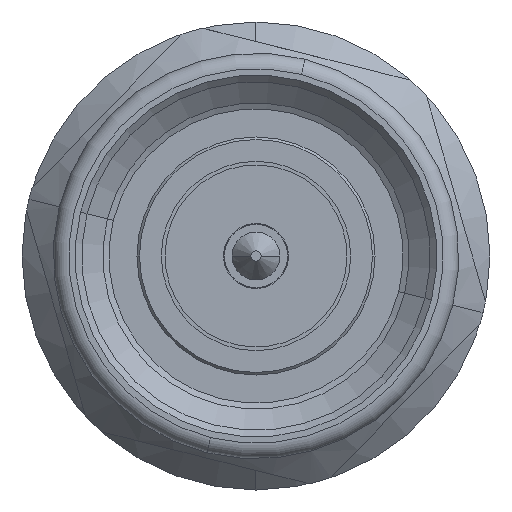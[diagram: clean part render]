
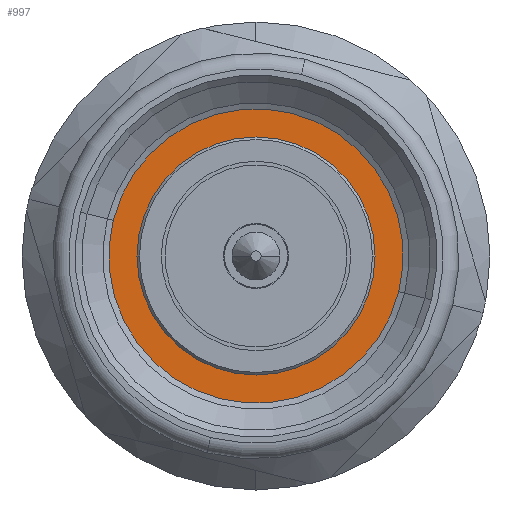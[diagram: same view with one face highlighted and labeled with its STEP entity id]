
A CAD part, left-side view. The second image highlights one B-rep face of the part: STEP entity #997.
In plain terms, the highlighted planar face has unit normal (-1, 0, 0).
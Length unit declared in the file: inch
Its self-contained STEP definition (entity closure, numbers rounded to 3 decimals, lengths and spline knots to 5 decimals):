
#57 = PLANE ( 'NONE',  #3939 ) ;
#349 = CARTESIAN_POINT ( 'NONE',  ( 30.50831, 17.48634, 0. ) ) ;
#357 = DIRECTION ( 'NONE',  ( -1., 0., 0. ) ) ;
#512 = EDGE_CURVE ( 'NONE', #2474, #3013, #1790, .T. ) ;
#516 = DIRECTION ( 'NONE',  ( 0., 0., -1. ) ) ;
#658 = DIRECTION ( 'NONE',  ( -1., 0., 0. ) ) ;
#691 = DIRECTION ( 'NONE',  ( 1., 0., 0. ) ) ;
#749 = DIRECTION ( 'NONE',  ( 0., 0., -1. ) ) ;
#765 = ORIENTED_EDGE ( 'NONE', *, *, #3007, .F. ) ;
#802 = AXIS2_PLACEMENT_3D ( 'NONE', #2219, #658, #1218 ) ;
#976 = DIRECTION ( 'NONE',  ( -1., 0., 0. ) ) ;
#997 = ADVANCED_FACE ( 'NONE', ( #3734, #2821 ), #57, .T. ) ;
#1028 = CARTESIAN_POINT ( 'NONE',  ( 30.50831, 17.48634, 0. ) ) ;
#1075 = CARTESIAN_POINT ( 'NONE',  ( 30.50831, 17.48634, 0. ) ) ;
#1076 = CIRCLE ( 'NONE', #802, 0.09016 ) ;
#1090 = EDGE_CURVE ( 'NONE', #3013, #2474, #3357, .T. ) ;
#1218 = DIRECTION ( 'NONE',  ( 0., 0., 1. ) ) ;
#1274 = CARTESIAN_POINT ( 'NONE',  ( 30.50831, 17.60445, 0. ) ) ;
#1295 = DIRECTION ( 'NONE',  ( 0., 0., 1. ) ) ;
#1328 = CARTESIAN_POINT ( 'NONE',  ( 30.50831, 17.57649, 0. ) ) ;
#1407 = VERTEX_POINT ( 'NONE', #1743 ) ;
#1512 = AXIS2_PLACEMENT_3D ( 'NONE', #349, #976, #2790 ) ;
#1743 = CARTESIAN_POINT ( 'NONE',  ( 30.50831, 17.39618, 0. ) ) ;
#1790 = CIRCLE ( 'NONE', #2840, 0.11811 ) ;
#1797 = AXIS2_PLACEMENT_3D ( 'NONE', #1028, #691, #749 ) ;
#2149 = VERTEX_POINT ( 'NONE', #1328 ) ;
#2219 = CARTESIAN_POINT ( 'NONE',  ( 30.50831, 17.48634, 0. ) ) ;
#2474 = VERTEX_POINT ( 'NONE', #3827 ) ;
#2538 = CARTESIAN_POINT ( 'NONE',  ( 30.50831, 17.60445, 0. ) ) ;
#2617 = DIRECTION ( 'NONE',  ( 1., 0., 0. ) ) ;
#2790 = DIRECTION ( 'NONE',  ( 0., 0., 1. ) ) ;
#2821 = FACE_BOUND ( 'NONE', #3120, .T. ) ;
#2840 = AXIS2_PLACEMENT_3D ( 'NONE', #1075, #2617, #516 ) ;
#2846 = ORIENTED_EDGE ( 'NONE', *, *, #3956, .F. ) ;
#2971 = ORIENTED_EDGE ( 'NONE', *, *, #512, .F. ) ;
#3007 = EDGE_CURVE ( 'NONE', #1407, #2149, #1076, .T. ) ;
#3010 = CIRCLE ( 'NONE', #1512, 0.09016 ) ;
#3013 = VERTEX_POINT ( 'NONE', #2538 ) ;
#3120 = EDGE_LOOP ( 'NONE', ( #2846, #765 ) ) ;
#3252 = EDGE_LOOP ( 'NONE', ( #3703, #2971 ) ) ;
#3357 = CIRCLE ( 'NONE', #1797, 0.11811 ) ;
#3703 = ORIENTED_EDGE ( 'NONE', *, *, #1090, .F. ) ;
#3734 = FACE_OUTER_BOUND ( 'NONE', #3252, .T. ) ;
#3827 = CARTESIAN_POINT ( 'NONE',  ( 30.50831, 17.36823, 0. ) ) ;
#3939 = AXIS2_PLACEMENT_3D ( 'NONE', #1274, #357, #1295 ) ;
#3956 = EDGE_CURVE ( 'NONE', #2149, #1407, #3010, .T. ) ;
